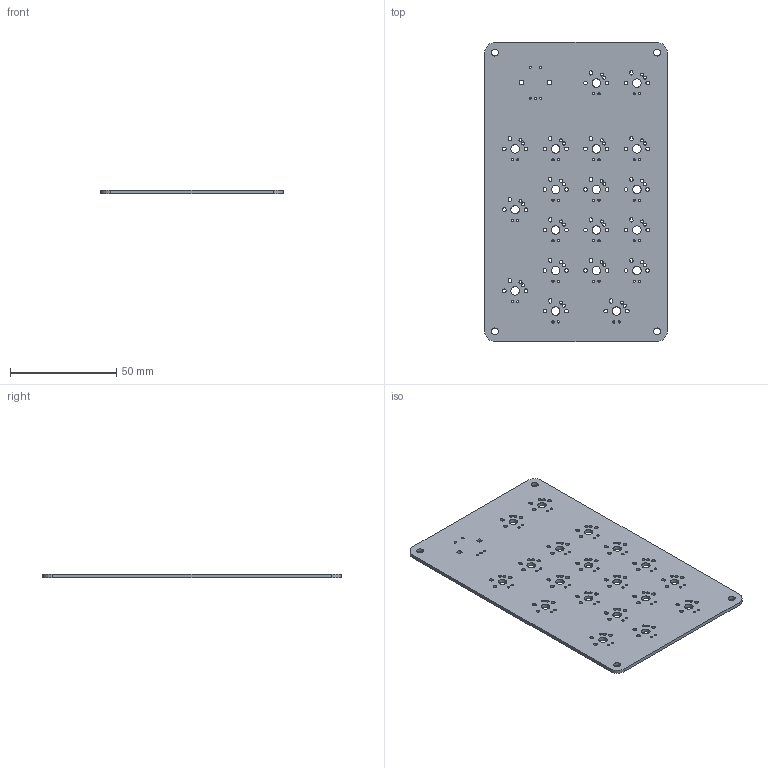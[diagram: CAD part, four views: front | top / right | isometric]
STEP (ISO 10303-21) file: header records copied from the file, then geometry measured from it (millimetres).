
FILE_DESCRIPTION(('Open CASCADE Model'),'2;1');
FILE_NAME('Open CASCADE Shape Model','2020-06-12T22:44:18',('Author'),( 'Open CASCADE'),'Open CASCADE STEP processor 6.8','Open CASCADE 6.8' ,'Unknown');
FILE_SCHEMA(('AUTOMOTIVE_DESIGN_CC2 { 1 2 10303 214 -1 1 5 4 }'));
Products named in the file (1): PCB
Bounding box: 85.72 x 140.49 x 1.6 mm (x, y, z)
Volume: 18413.2 mm3; surface area: 25210.5 mm2
Topology: 1 solids, 1 shells, 768 faces, 2298 edges, 1532 vertices
Faces by surface type: plane 622, cylinder 146
Full cylindrical faces by diameter (mm): 1 x5, 1.04 x38, 1.42 x19, 1.47 x19, 1.75 x38, 3.2 x4, 3.988 x19
Entity records: 57015 total; most frequent: CARTESIAN_POINT 10947, DIRECTION 8432, LINE 6310, VECTOR 6310, ORIENTED_EDGE 4596, PCURVE 4596, DEFINITIONAL_REPRESENTATION 4596, EDGE_CURVE 2298
